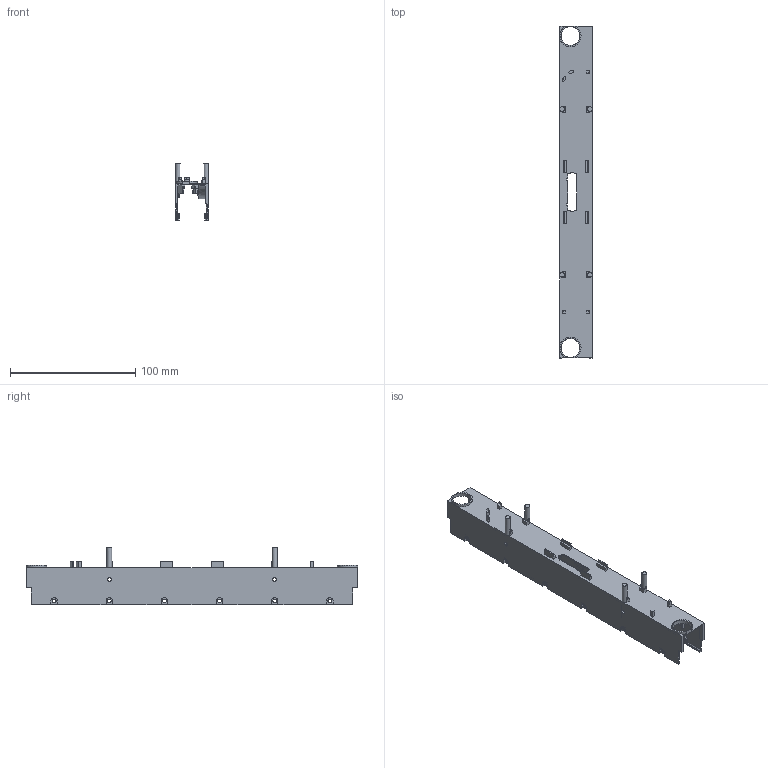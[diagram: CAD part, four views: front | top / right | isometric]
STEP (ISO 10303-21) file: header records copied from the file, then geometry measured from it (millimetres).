
FILE_DESCRIPTION(/* description */ (''),/* implementation_level */ '2;1');
FILE_NAME(/* name */ '020092_A_1-DefaultName_1.stp',/* time_stamp */ '2022-12-10T11:34:43+01:00',/* author */ (''),/* organization */ (''),/* preprocessor_version */ 'ST-DEVELOPER v16.7',/* originating_system */ 'SIEMENS PLM Software NX 1915',/* authorisation */ '');
FILE_SCHEMA (('AP203_CONFIGURATION_CONTROLLED_3D_DESIGN_OF_MECHANICAL_PARTS_AND_ASSEMBLIES_MIM_LF { 1 0 10303 403 2 1 2}'));
Length unit declared in the file: millimetre
Products named in the file (1): 020092_A_1-DefaultName
Bounding box: 26.4 x 265 x 45.75 mm (x, y, z)
Volume: 22638.7 mm3; surface area: 54746.3 mm2
Topology: 1 solids, 1 shells, 832 faces, 2290 edges, 1449 vertices
Faces by surface type: plane 521, cylinder 181, torus 74, bspline 26, sphere 24, extrusion 6
Full cylindrical faces by diameter (mm): 3 x16, 4 x4, 15.2 x2
Entity records: 29433 total; most frequent: CARTESIAN_POINT 8036, ORIENTED_EDGE 4580, DIRECTION 4287, EDGE_CURVE 2290, VECTOR 1631, LINE 1625, VERTEX_POINT 1449, AXIS2_PLACEMENT_3D 1328
